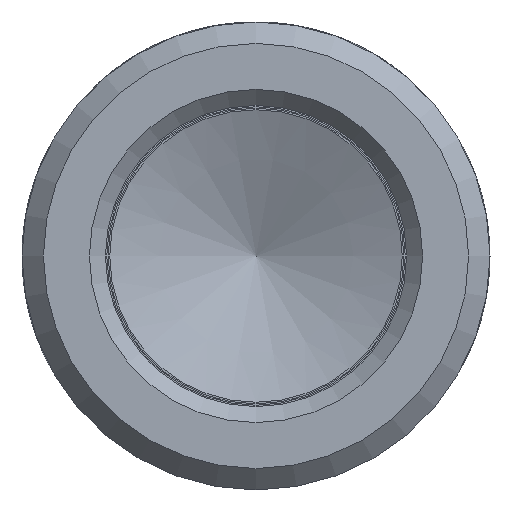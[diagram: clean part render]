
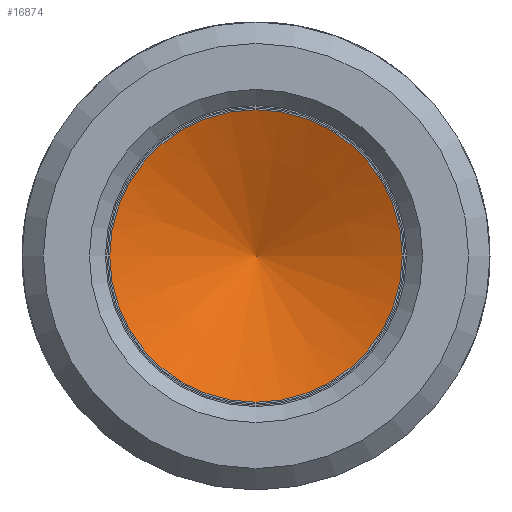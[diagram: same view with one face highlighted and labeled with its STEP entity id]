
A CAD part, front view. The second image highlights one B-rep face of the part: STEP entity #16874.
In plain terms, the highlighted conical face has half-angle 67.5 degrees and reference radius 3.473 mm.
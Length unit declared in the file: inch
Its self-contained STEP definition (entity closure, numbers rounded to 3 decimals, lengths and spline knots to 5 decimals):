
#1346=CONICAL_SURFACE('',#17783,0.13673,1.178);
#2598=LINE('',#40081,#3853);
#3853=VECTOR('',#20761,0.13673);
#4937=FACE_OUTER_BOUND('',#5939,.T.);
#5939=EDGE_LOOP('',(#15523,#15524,#15525));
#5956=CIRCLE('',#16937,0.27345);
#6341=VERTEX_POINT('',#20833);
#8006=VERTEX_POINT('',#40080);
#8019=EDGE_CURVE('',#6341,#6341,#5956,.T.);
#10515=EDGE_CURVE('',#6341,#8006,#2598,.T.);
#15523=ORIENTED_EDGE('',*,*,#8019,.T.);
#15524=ORIENTED_EDGE('',*,*,#10515,.T.);
#15525=ORIENTED_EDGE('',*,*,#10515,.F.);
#16874=ADVANCED_FACE('',(#4937),#1346,.F.);
#16937=AXIS2_PLACEMENT_3D('',#20834,#17821,#17822);
#17783=AXIS2_PLACEMENT_3D('',#40079,#20759,#20760);
#17821=DIRECTION('center_axis',(0.,-1.,0.));
#17822=DIRECTION('ref_axis',(1.,0.,0.));
#20759=DIRECTION('center_axis',(0.,-1.,0.));
#20760=DIRECTION('ref_axis',(1.,0.,0.));
#20761=DIRECTION('',(0.924,0.383,0.));
#20833=CARTESIAN_POINT('',(-0.27345,1.2,0.));
#20834=CARTESIAN_POINT('Origin',(0.,1.2,0.));
#40079=CARTESIAN_POINT('Origin',(0.,1.25663,0.));
#40080=CARTESIAN_POINT('',(0.,1.31327,0.));
#40081=CARTESIAN_POINT('',(-0.13673,1.25663,0.));
